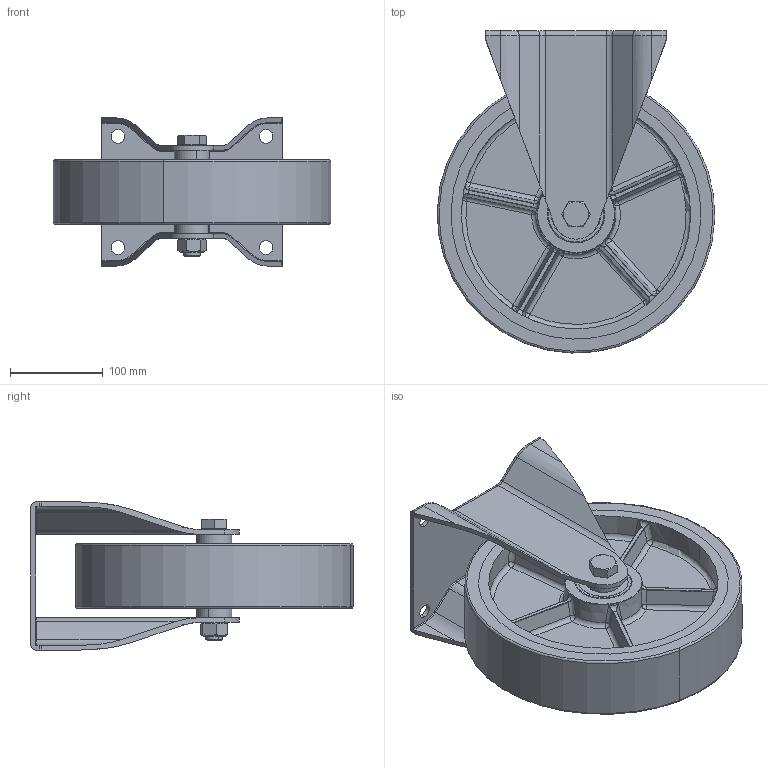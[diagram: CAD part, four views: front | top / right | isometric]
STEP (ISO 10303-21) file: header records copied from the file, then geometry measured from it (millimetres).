
FILE_DESCRIPTION (( 'STEP AP214' ), '1' );
FILE_NAME ('0012624.step', '2023-10-10T08:33:07', ( '' ), ( '' ), 'SwSTEP 2.0', 'SolidWorks 2020', '' );
FILE_SCHEMA (( 'AUTOMOTIVE_DESIGN' ));
Length unit declared in the file: millimetre
Products named in the file (1): 0012624
Bounding box: 299.86 x 347.93 x 160 mm (x, y, z)
Surface area: 653970.3 mm2 (no closed solid volume)
Topology: 0 solids, 21 shells, 612 faces, 1386 edges, 784 vertices
Faces by surface type: cylinder 192, plane 128, bspline 122, torus 100, sphere 48, cone 22
Entity records: 28241 total; most frequent: CARTESIAN_POINT 8423, DIRECTION 2758, ORIENTED_EDGE 2684, EDGE_CURVE 1346, AXIS2_PLACEMENT_3D 1207, VERTEX_POINT 784, CIRCLE 716, EDGE_LOOP 668
